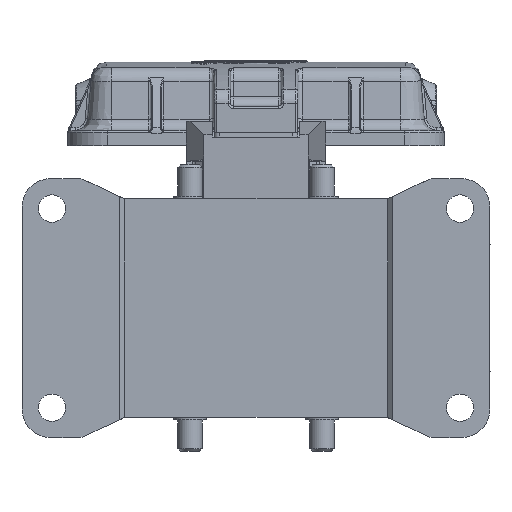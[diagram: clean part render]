
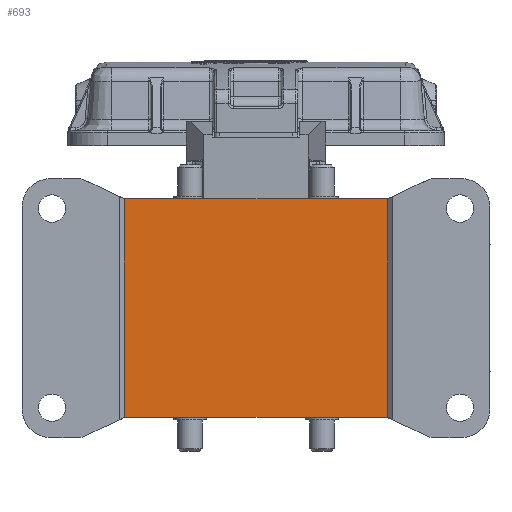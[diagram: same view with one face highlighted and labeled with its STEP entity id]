
A CAD part, front view. The second image highlights one B-rep face of the part: STEP entity #693.
In plain terms, the highlighted planar face has unit normal (0, -1, 0).
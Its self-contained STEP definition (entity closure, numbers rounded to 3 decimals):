
#238 = EDGE_CURVE ( 'NONE', #47990, #47955, #19453, .T. ) ;
#242 = EDGE_CURVE ( 'NONE', #47951, #47945, #19465, .T. ) ;
#693 = ADVANCED_FACE ( 'NONE', ( #22926 ), #20087, .T. ) ;
#7851 = CARTESIAN_POINT ( 'NONE',  ( 26.404, -52.5, -21.941 ) ) ;
#11054 = EDGE_LOOP ( 'NONE', ( #42543, #42545, #42547, #42539, #42551, #42549, #42555, #42553 ) ) ;
#12138 = CARTESIAN_POINT ( 'NONE',  ( 26.422, -52.5, 21.949 ) ) ;
#12144 = CARTESIAN_POINT ( 'NONE',  ( 26.422, -52.5, -21.949 ) ) ;
#12147 = CARTESIAN_POINT ( 'NONE',  ( -26.422, -52.5, -21.949 ) ) ;
#12168 = CARTESIAN_POINT ( 'NONE',  ( -26.422, -52.5, 21.949 ) ) ;
#15779 = EDGE_CURVE ( 'NONE', #47990, #20568, #28144, .T. ) ;
#15782 = EDGE_CURVE ( 'NONE', #20544, #20568, #28147, .T. ) ;
#16421 = EDGE_CURVE ( 'NONE', #20452, #20519, #42570, .T. ) ;
#16497 = EDGE_CURVE ( 'NONE', #20544, #47945, #52407, .T. ) ;
#17992 = EDGE_CURVE ( 'NONE', #20452, #47951, #48532, .T. ) ;
#18001 = EDGE_CURVE ( 'NONE', #20519, #47955, #48578, .T. ) ;
#18750 = VECTOR ( 'NONE', #19467, 1000. ) ;
#18812 = VECTOR ( 'NONE', #19455, 1000. ) ;
#19453 = LINE ( 'NONE', #19454, #18812 ) ;
#19454 = CARTESIAN_POINT ( 'NONE',  ( -26.422, -52.5, 0. ) ) ;
#19455 = DIRECTION ( 'NONE',  ( 0., 0., -1. ) ) ;
#19465 = LINE ( 'NONE', #19466, #18750 ) ;
#19466 = CARTESIAN_POINT ( 'NONE',  ( 26.422, -52.5, 0. ) ) ;
#19467 = DIRECTION ( 'NONE',  ( 0., 0., 1. ) ) ;
#20087 = PLANE ( 'NONE',  #22943 ) ;
#20088 = CARTESIAN_POINT ( 'NONE',  ( 0., -52.5, 0. ) ) ;
#20089 = DIRECTION ( 'NONE',  ( 0., -1., 0. ) ) ;
#20090 = DIRECTION ( 'NONE',  ( 0., 0., -1. ) ) ;
#20452 = VERTEX_POINT ( 'NONE', #7851 ) ;
#20519 = VERTEX_POINT ( 'NONE', #50113 ) ;
#20544 = VERTEX_POINT ( 'NONE', #50138 ) ;
#20568 = VERTEX_POINT ( 'NONE', #50162 ) ;
#22926 = FACE_OUTER_BOUND ( 'NONE', #11054, .T. ) ;
#22943 = AXIS2_PLACEMENT_3D ( 'NONE', #20088, #20089, #20090 ) ;
#27382 = VECTOR ( 'NONE', #28146, 1000. ) ;
#27384 = VECTOR ( 'NONE', #28149, 1000. ) ;
#28144 = LINE ( 'NONE', #28145, #27382 ) ;
#28145 = CARTESIAN_POINT ( 'NONE',  ( -26., -52.5, 21.75 ) ) ;
#28146 = DIRECTION ( 'NONE',  ( 0.904, 0., -0.427 ) ) ;
#28147 = LINE ( 'NONE', #28148, #27384 ) ;
#28148 = CARTESIAN_POINT ( 'NONE',  ( 0., -52.5, 21.941 ) ) ;
#28149 = DIRECTION ( 'NONE',  ( -1., 0., 0. ) ) ;
#31740 = VECTOR ( 'NONE', #48534, 1000. ) ;
#31753 = VECTOR ( 'NONE', #48580, 1000. ) ;
#41527 = VECTOR ( 'NONE', #42574, 1000. ) ;
#41576 = VECTOR ( 'NONE', #52409, 1000. ) ;
#42539 = ORIENTED_EDGE ( 'NONE', *, *, #15782, .T. ) ;
#42543 = ORIENTED_EDGE ( 'NONE', *, *, #17992, .T. ) ;
#42545 = ORIENTED_EDGE ( 'NONE', *, *, #242, .T. ) ;
#42547 = ORIENTED_EDGE ( 'NONE', *, *, #16497, .F. ) ;
#42549 = ORIENTED_EDGE ( 'NONE', *, *, #238, .T. ) ;
#42551 = ORIENTED_EDGE ( 'NONE', *, *, #15779, .F. ) ;
#42553 = ORIENTED_EDGE ( 'NONE', *, *, #16421, .F. ) ;
#42555 = ORIENTED_EDGE ( 'NONE', *, *, #18001, .F. ) ;
#42570 = LINE ( 'NONE', #42572, #41527 ) ;
#42572 = CARTESIAN_POINT ( 'NONE',  ( 30.935, -52.5, -21.941 ) ) ;
#42574 = DIRECTION ( 'NONE',  ( -1., 0., 0. ) ) ;
#47945 = VERTEX_POINT ( 'NONE', #12138 ) ;
#47951 = VERTEX_POINT ( 'NONE', #12144 ) ;
#47955 = VERTEX_POINT ( 'NONE', #12147 ) ;
#47990 = VERTEX_POINT ( 'NONE', #12168 ) ;
#48532 = LINE ( 'NONE', #48533, #31740 ) ;
#48533 = CARTESIAN_POINT ( 'NONE',  ( 26.404, -52.5, -21.941 ) ) ;
#48534 = DIRECTION ( 'NONE',  ( 0.904, 0., -0.427 ) ) ;
#48578 = LINE ( 'NONE', #48579, #31753 ) ;
#48579 = CARTESIAN_POINT ( 'NONE',  ( -35., -52.5, -26. ) ) ;
#48580 = DIRECTION ( 'NONE',  ( -0.904, 0., -0.427 ) ) ;
#50113 = CARTESIAN_POINT ( 'NONE',  ( -26.404, -52.5, -21.941 ) ) ;
#50138 = CARTESIAN_POINT ( 'NONE',  ( 26.404, -52.5, 21.941 ) ) ;
#50162 = CARTESIAN_POINT ( 'NONE',  ( -26.404, -52.5, 21.941 ) ) ;
#52407 = LINE ( 'NONE', #52408, #41576 ) ;
#52408 = CARTESIAN_POINT ( 'NONE',  ( 35., -52.5, 26. ) ) ;
#52409 = DIRECTION ( 'NONE',  ( 0.904, 0., 0.427 ) ) ;
